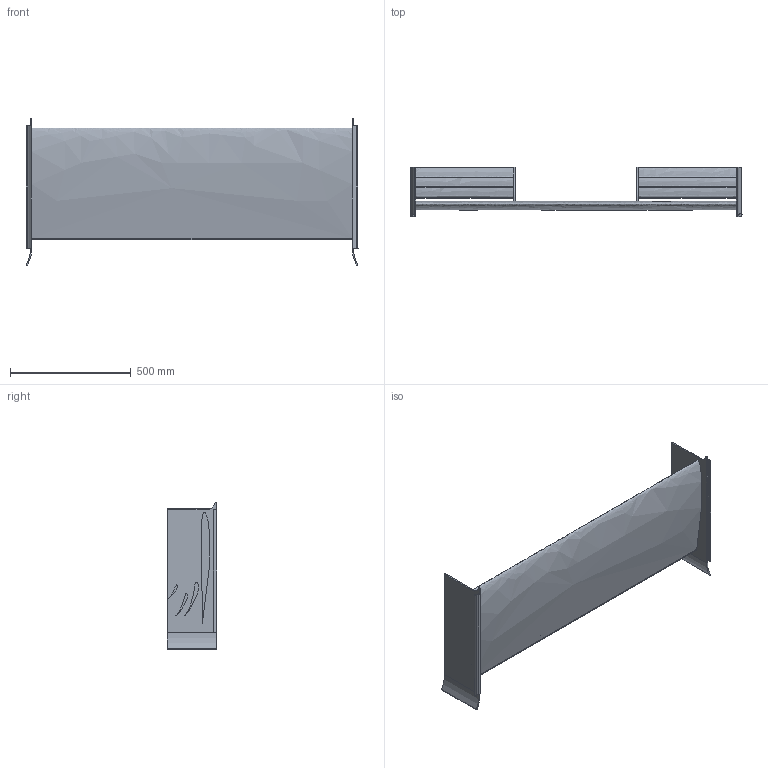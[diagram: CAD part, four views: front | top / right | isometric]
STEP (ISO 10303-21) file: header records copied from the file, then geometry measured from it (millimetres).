
FILE_DESCRIPTION (( 'STEP AP214' ), '1' );
FILE_NAME ('NFR_25_FrontWing_V4.STEP', '2024-11-08T08:02:47', ( '' ), ( '' ), 'SwSTEP 2.0', 'SolidWorks 2024', '' );
FILE_SCHEMA (( 'AUTOMOTIVE_DESIGN' ));
Length unit declared in the file: inch
Products named in the file (1): NFR_25_FrontWing_V4
Bounding box: 1374.18 x 204 x 607.21 mm (x, y, z)
Volume: 16015571.9 mm3; surface area: 2406126 mm2
Topology: 2 solids, 2 shells, 67 faces, 190 edges, 117 vertices
Faces by surface type: plane 31, bspline 19, cylinder 17
Entity records: 4409 total; most frequent: CARTESIAN_POINT 2868, ORIENTED_EDGE 348, DIRECTION 250, EDGE_CURVE 174, VERTEX_POINT 112, LINE 94, VECTOR 94, AXIS2_PLACEMENT_3D 78
